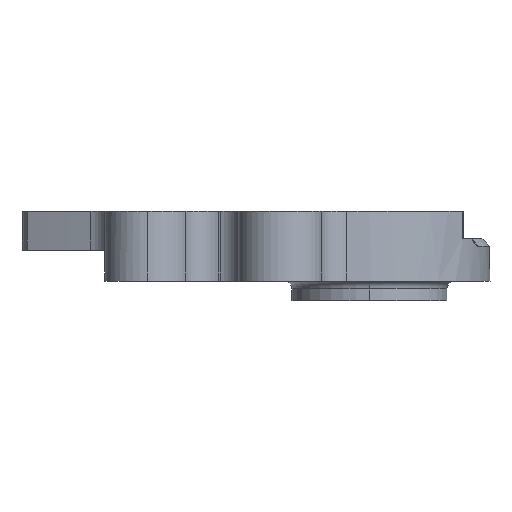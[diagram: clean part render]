
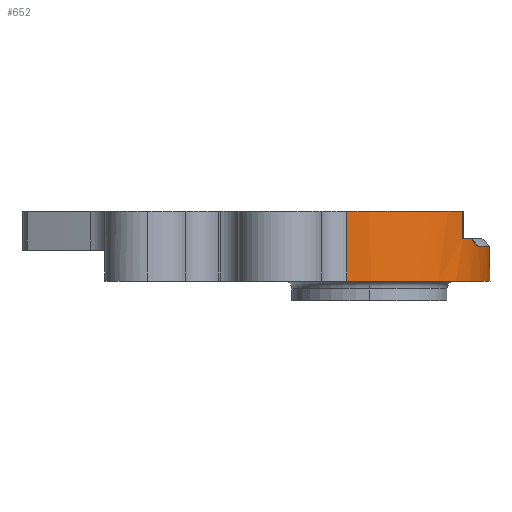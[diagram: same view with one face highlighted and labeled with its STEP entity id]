
A CAD part, left-side view. The second image highlights one B-rep face of the part: STEP entity #652.
In plain terms, the highlighted cylindrical face has radius 19.073 mm (diameter 38.147 mm), a partial arc.
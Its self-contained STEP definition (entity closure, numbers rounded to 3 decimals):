
#21 = EDGE_CURVE ( 'NONE', #1895, #551, #964, .T. ) ;
#28 = CARTESIAN_POINT ( 'NONE',  ( -15.539, 2.933, -5. ) ) ;
#35 = AXIS2_PLACEMENT_3D ( 'NONE', #2329, #1177, #2059 ) ;
#40 = B_SPLINE_CURVE_WITH_KNOTS ( 'NONE', 3,
 ( #2511, #526, #327, #1421, #2479, #2298, #955, #2055 ),
 .UNSPECIFIED., .F., .F.,
 ( 4, 2, 2, 4 ),
 ( 0., 0.001, 0.001, 0.002 ),
 .UNSPECIFIED. ) ;
#45 = LINE ( 'NONE', #28, #2716 ) ;
#82 = AXIS2_PLACEMENT_3D ( 'NONE', #838, #2392, #1067 ) ;
#91 = CYLINDRICAL_SURFACE ( 'NONE', #1784, 19.073 ) ;
#116 = CARTESIAN_POINT ( 'NONE',  ( -4.663, -13.71, -4.268 ) ) ;
#132 = CARTESIAN_POINT ( 'NONE',  ( -5.448, -13.317, -3.749 ) ) ;
#153 = VERTEX_POINT ( 'NONE', #566 ) ;
#157 = CARTESIAN_POINT ( 'NONE',  ( -15.539, 2.933, 0. ) ) ;
#191 = CARTESIAN_POINT ( 'NONE',  ( -5.732, -13.159, -3.5 ) ) ;
#285 = CARTESIAN_POINT ( 'NONE',  ( -5.732, -13.159, -3.5 ) ) ;
#327 = CARTESIAN_POINT ( 'NONE',  ( 11.446, -13.834, -4.49 ) ) ;
#446 = VERTEX_POINT ( 'NONE', #1352 ) ;
#454 = CARTESIAN_POINT ( 'NONE',  ( -7.564, -12.002, -3.5 ) ) ;
#456 = DIRECTION ( 'NONE',  ( 0., 0., 1. ) ) ;
#462 = CARTESIAN_POINT ( 'NONE',  ( 3.525, 3.517, -8.988 ) ) ;
#469 = LINE ( 'NONE', #1563, #1429 ) ;
#478 = VECTOR ( 'NONE', #1813, 1000. ) ;
#511 = CARTESIAN_POINT ( 'NONE',  ( 3.525, 3.517, 0. ) ) ;
#526 = CARTESIAN_POINT ( 'NONE',  ( 11.341, -13.882, -4.5 ) ) ;
#551 = VERTEX_POINT ( 'NONE', #2501 ) ;
#566 = CARTESIAN_POINT ( 'NONE',  ( -3.758, -14.111, -4.5 ) ) ;
#652 = ADVANCED_FACE ( 'NONE', ( #754 ), #91, .T. ) ;
#685 = ORIENTED_EDGE ( 'NONE', *, *, #1878, .F. ) ;
#734 = VERTEX_POINT ( 'NONE', #191 ) ;
#754 = FACE_OUTER_BOUND ( 'NONE', #767, .T. ) ;
#767 = EDGE_LOOP ( 'NONE', ( #1759, #685, #2528, #1841, #2677, #861, #793, #969, #1537 ) ) ;
#785 = DIRECTION ( 'NONE',  ( 1., 0., 0. ) ) ;
#793 = ORIENTED_EDGE ( 'NONE', *, *, #1809, .F. ) ;
#838 = CARTESIAN_POINT ( 'NONE',  ( 3.525, 3.517, -4.5 ) ) ;
#853 = CIRCLE ( 'NONE', #1648, 19.073 ) ;
#861 = ORIENTED_EDGE ( 'NONE', *, *, #2544, .T. ) ;
#955 = CARTESIAN_POINT ( 'NONE',  ( 12.233, -13.454, -4.214 ) ) ;
#964 = LINE ( 'NONE', #1614, #478 ) ;
#969 = ORIENTED_EDGE ( 'NONE', *, *, #2495, .T. ) ;
#972 = CARTESIAN_POINT ( 'NONE',  ( -3.947, -14.033, -4.5 ) ) ;
#991 = CARTESIAN_POINT ( 'NONE',  ( 3.525, 3.517, -5. ) ) ;
#1052 = CARTESIAN_POINT ( 'NONE',  ( -15.539, 2.933, -8.988 ) ) ;
#1064 = EDGE_CURVE ( 'NONE', #153, #734, #1621, .T. ) ;
#1067 = DIRECTION ( 'NONE',  ( -1., 0., 0. ) ) ;
#1177 = DIRECTION ( 'NONE',  ( 0., 0., 1. ) ) ;
#1203 = CARTESIAN_POINT ( 'NONE',  ( -5.152, -13.472, -3.984 ) ) ;
#1235 = CARTESIAN_POINT ( 'NONE',  ( -3.758, -14.111, -4.5 ) ) ;
#1277 = VERTEX_POINT ( 'NONE', #454 ) ;
#1352 = CARTESIAN_POINT ( 'NONE',  ( 11.236, -13.928, -4.5 ) ) ;
#1356 = DIRECTION ( 'NONE',  ( 0., 0., -1. ) ) ;
#1405 = CARTESIAN_POINT ( 'NONE',  ( -4.136, -13.951, -4.466 ) ) ;
#1421 = CARTESIAN_POINT ( 'NONE',  ( 11.652, -13.739, -4.45 ) ) ;
#1429 = VECTOR ( 'NONE', #456, 1000. ) ;
#1444 = VERTEX_POINT ( 'NONE', #1052 ) ;
#1471 = DIRECTION ( 'NONE',  ( 0., 0., 1. ) ) ;
#1519 = CIRCLE ( 'NONE', #82, 19.073 ) ;
#1537 = ORIENTED_EDGE ( 'NONE', *, *, #2155, .F. ) ;
#1547 = CIRCLE ( 'NONE', #2570, 19.073 ) ;
#1563 = CARTESIAN_POINT ( 'NONE',  ( -7.564, -12.002, -3.5 ) ) ;
#1614 = CARTESIAN_POINT ( 'NONE',  ( 12.411, -13.36, -5. ) ) ;
#1621 = B_SPLINE_CURVE_WITH_KNOTS ( 'NONE', 3,
 ( #1235, #972, #1405, #2124, #116, #1203, #132, #285 ),
 .UNSPECIFIED., .F., .F.,
 ( 4, 2, 2, 4 ),
 ( 0., 0.001, 0.002, 0.003 ),
 .UNSPECIFIED. ) ;
#1648 = AXIS2_PLACEMENT_3D ( 'NONE', #511, #2747, #2041 ) ;
#1759 = ORIENTED_EDGE ( 'NONE', *, *, #21, .T. ) ;
#1784 = AXIS2_PLACEMENT_3D ( 'NONE', #991, #1471, #785 ) ;
#1790 = DIRECTION ( 'NONE',  ( -1., 0., 0. ) ) ;
#1809 = EDGE_CURVE ( 'NONE', #1902, #2003, #853, .T. ) ;
#1813 = DIRECTION ( 'NONE',  ( 0., 0., 1. ) ) ;
#1841 = ORIENTED_EDGE ( 'NONE', *, *, #1064, .T. ) ;
#1878 = EDGE_CURVE ( 'NONE', #446, #551, #40, .T. ) ;
#1895 = VERTEX_POINT ( 'NONE', #2715 ) ;
#1902 = VERTEX_POINT ( 'NONE', #157 ) ;
#1927 = CARTESIAN_POINT ( 'NONE',  ( -7.564, -12.002, 0. ) ) ;
#2000 = DIRECTION ( 'NONE',  ( 0., 0., -1. ) ) ;
#2003 = VERTEX_POINT ( 'NONE', #1927 ) ;
#2041 = DIRECTION ( 'NONE',  ( 1., 0., 0. ) ) ;
#2055 = CARTESIAN_POINT ( 'NONE',  ( 12.411, -13.36, -4.101 ) ) ;
#2059 = DIRECTION ( 'NONE',  ( 1., 0., 0. ) ) ;
#2124 = CARTESIAN_POINT ( 'NONE',  ( -4.491, -13.791, -4.35 ) ) ;
#2155 = EDGE_CURVE ( 'NONE', #1895, #1444, #1547, .T. ) ;
#2298 = CARTESIAN_POINT ( 'NONE',  ( 12.046, -13.549, -4.314 ) ) ;
#2329 = CARTESIAN_POINT ( 'NONE',  ( 3.525, 3.517, -3.5 ) ) ;
#2348 = EDGE_CURVE ( 'NONE', #446, #153, #1519, .T. ) ;
#2392 = DIRECTION ( 'NONE',  ( 0., 0., -1. ) ) ;
#2479 = CARTESIAN_POINT ( 'NONE',  ( 11.752, -13.691, -4.422 ) ) ;
#2495 = EDGE_CURVE ( 'NONE', #1902, #1444, #45, .T. ) ;
#2501 = CARTESIAN_POINT ( 'NONE',  ( 12.411, -13.36, -4.101 ) ) ;
#2511 = CARTESIAN_POINT ( 'NONE',  ( 11.236, -13.928, -4.5 ) ) ;
#2528 = ORIENTED_EDGE ( 'NONE', *, *, #2348, .T. ) ;
#2532 = CIRCLE ( 'NONE', #35, 19.073 ) ;
#2544 = EDGE_CURVE ( 'NONE', #1277, #2003, #469, .T. ) ;
#2570 = AXIS2_PLACEMENT_3D ( 'NONE', #462, #1356, #1790 ) ;
#2605 = EDGE_CURVE ( 'NONE', #1277, #734, #2532, .T. ) ;
#2677 = ORIENTED_EDGE ( 'NONE', *, *, #2605, .F. ) ;
#2715 = CARTESIAN_POINT ( 'NONE',  ( 12.411, -13.36, -8.988 ) ) ;
#2716 = VECTOR ( 'NONE', #2000, 1000. ) ;
#2747 = DIRECTION ( 'NONE',  ( 0., 0., 1. ) ) ;
